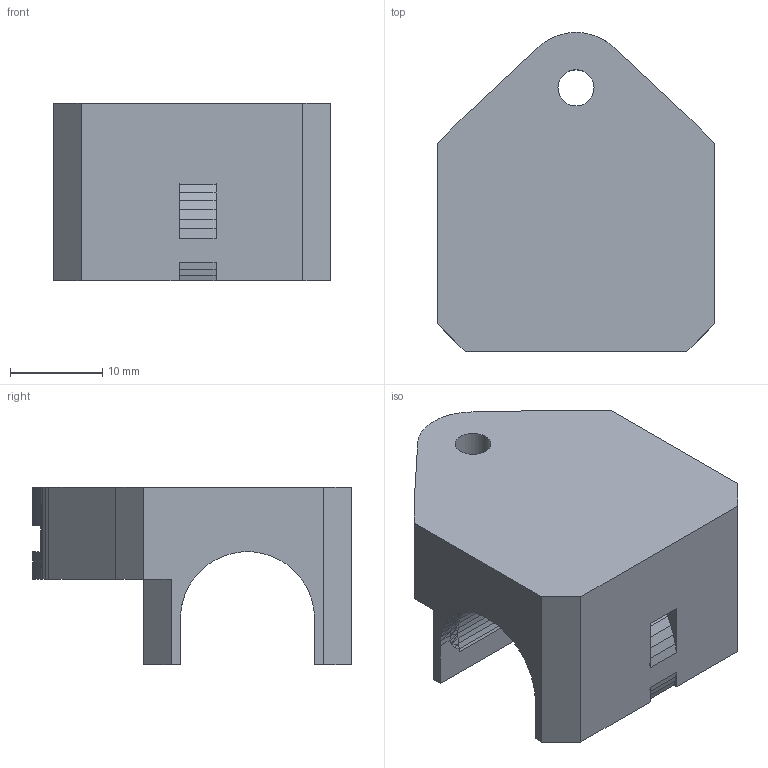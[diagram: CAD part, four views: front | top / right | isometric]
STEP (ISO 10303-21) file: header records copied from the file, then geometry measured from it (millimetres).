
FILE_DESCRIPTION(('FreeCAD Model'),'2;1');
FILE_NAME('4x soporte rodamiento lineal Y.step','2018-02-12T08:18:56',('Author'),(''), 'Open CASCADE STEP processor 6.8','FreeCAD','Unknown');
FILE_SCHEMA(('AUTOMOTIVE_DESIGN_CC2 { 1 2 10303 214 -1 1 5 4 }'));
Length unit declared in the file: millimetre
Products named in the file (2): ASSEMBLY; soporte_rodamiento_Y_(Mirror_#1)001
Assembly tree (1 placements, depth 2):
  ASSEMBLY
    soporte_rodamiento_Y_(Mirror_#1)001
Bounding box: 30 x 34.5 x 19.25 mm (x, y, z)
Volume: 9475.5 mm3; surface area: 4540.3 mm2
Topology: 1 solids, 1 shells, 610 faces, 1353 edges, 744 vertices
Faces by surface type: plane 608, cylinder 2
Full cylindrical faces by diameter (mm): 3.9 x2
Entity records: 33495 total; most frequent: CARTESIAN_POINT 5427, DIRECTION 5285, LINE 4051, VECTOR 4051, ORIENTED_EDGE 2706, PCURVE 2706, DEFINITIONAL_REPRESENTATION 2706, EDGE_CURVE 1353
